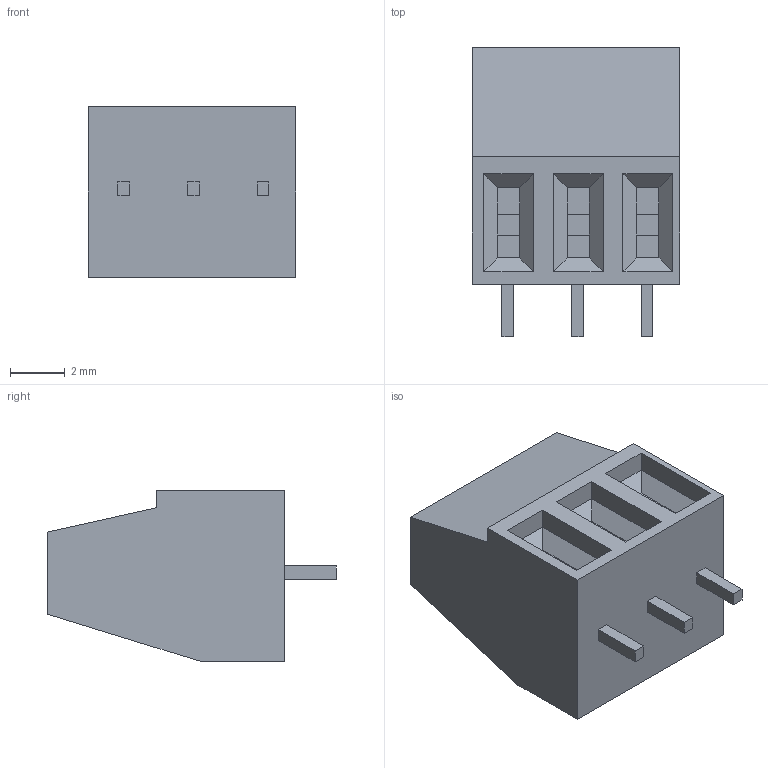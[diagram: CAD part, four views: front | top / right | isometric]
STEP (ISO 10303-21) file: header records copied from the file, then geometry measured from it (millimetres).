
FILE_DESCRIPTION (( 'STEP AP214' ), '1' );
FILE_NAME ('User Library-Connector-3.STEP', '2012-06-03T16:36:42', ( 'sysAdmin' ), ( 'SolidWorks' ), 'SwSTEP 2.0', 'SolidWorks 2012', '' );
FILE_SCHEMA (( 'AUTOMOTIVE_DESIGN' ));
Length unit declared in the file: inch
Products named in the file (1): User Library-Connector-3
Bounding box: 7.56 x 10.54 x 6.22 mm (x, y, z)
Volume: 309.8 mm3; surface area: 366.3 mm2
Topology: 1 solids, 1 shells, 90 faces, 213 edges, 134 vertices
Faces by surface type: plane 84, cylinder 6
Entity records: 3154 total; most frequent: CARTESIAN_POINT 438, ORIENTED_EDGE 426, DIRECTION 419, EDGE_CURVE 213, LINE 189, VECTOR 189, VERTEX_POINT 134, AXIS2_PLACEMENT_3D 115
